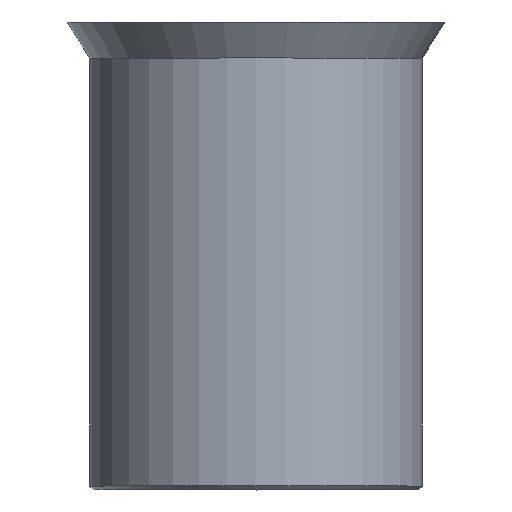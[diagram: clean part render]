
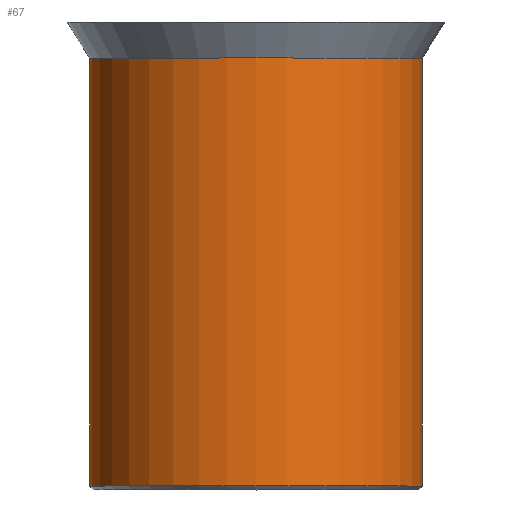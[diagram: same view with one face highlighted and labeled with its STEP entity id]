
A CAD part, top view. The second image highlights one B-rep face of the part: STEP entity #67.
In plain terms, the highlighted cylindrical face has radius 2.349 mm (diameter 4.699 mm), a full revolution.
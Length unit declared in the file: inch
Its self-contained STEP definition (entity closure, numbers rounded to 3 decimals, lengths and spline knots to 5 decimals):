
#17=CYLINDRICAL_SURFACE('',#77,0.0925);
#20=FACE_BOUND('',#32,.T.);
#24=FACE_OUTER_BOUND('',#31,.T.);
#31=EDGE_LOOP('',(#56));
#32=EDGE_LOOP('',(#57));
#39=CIRCLE('',#75,0.0925);
#41=CIRCLE('',#78,0.0925);
#44=VERTEX_POINT('',#111);
#46=VERTEX_POINT('',#116);
#49=EDGE_CURVE('',#44,#44,#39,.T.);
#51=EDGE_CURVE('',#46,#46,#41,.T.);
#56=ORIENTED_EDGE('',*,*,#51,.F.);
#57=ORIENTED_EDGE('',*,*,#49,.F.);
#67=ADVANCED_FACE('',(#24,#20),#17,.T.);
#75=AXIS2_PLACEMENT_3D('',#112,#89,#90);
#77=AXIS2_PLACEMENT_3D('',#115,#93,#94);
#78=AXIS2_PLACEMENT_3D('',#117,#95,#96);
#89=DIRECTION('center_axis',(0.,-1.,0.));
#90=DIRECTION('ref_axis',(1.,0.,0.));
#93=DIRECTION('center_axis',(0.,1.,0.));
#94=DIRECTION('ref_axis',(1.,0.,0.));
#95=DIRECTION('center_axis',(0.,1.,0.));
#96=DIRECTION('ref_axis',(1.,0.,0.));
#111=CARTESIAN_POINT('',(-0.0925,0.002,0.));
#112=CARTESIAN_POINT('Origin',(0.,0.002,0.));
#115=CARTESIAN_POINT('Origin',(0.,0.,0.));
#116=CARTESIAN_POINT('',(-0.0925,0.24,0.));
#117=CARTESIAN_POINT('Origin',(0.,0.24,0.));
